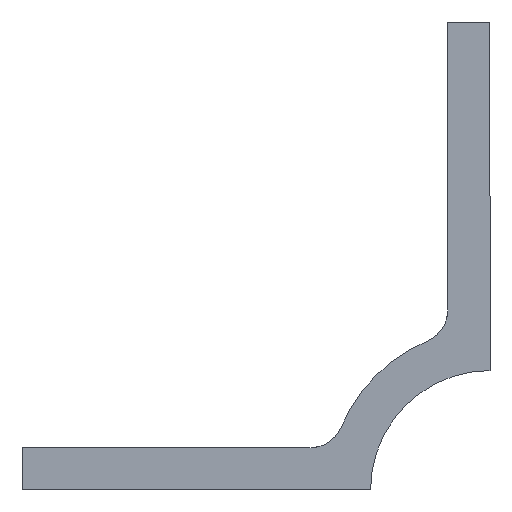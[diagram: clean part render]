
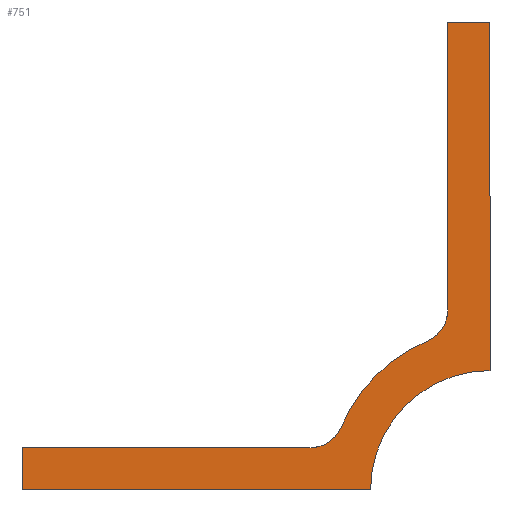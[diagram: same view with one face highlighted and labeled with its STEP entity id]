
A CAD part, front view. The second image highlights one B-rep face of the part: STEP entity #751.
In plain terms, the highlighted planar face has unit normal (0, -1, 0).
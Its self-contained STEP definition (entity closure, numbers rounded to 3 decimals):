
#278=CARTESIAN_POINT('Vertex',(-9.525,-222.25,78.74)) ;
#281=CARTESIAN_POINT('Line Origine',(-4.763,-222.25,78.74)) ;
#285=CARTESIAN_POINT('Vertex',(0.,-222.25,78.74)) ;
#339=CARTESIAN_POINT('Vertex',(-9.525,-222.25,13.679)) ;
#342=CARTESIAN_POINT('Line Origine',(-9.525,-222.25,46.209)) ;
#606=CARTESIAN_POINT('Vertex',(-14.185,-222.25,6.657)) ;
#609=CARTESIAN_POINT('Axis2P3D Location',(-17.145,-222.25,13.679)) ;
#671=CARTESIAN_POINT('Axis2P3D Location',(-4.763,-222.25,29.845)) ;
#676=CARTESIAN_POINT('Axis2P3D Location',(0.,-222.25,-26.988)) ;
#680=CARTESIAN_POINT('Vertex',(-25.818,-222.25,-1.169)) ;
#683=CARTESIAN_POINT('Axis2P3D Location',(0.,-222.25,-26.988)) ;
#687=CARTESIAN_POINT('Vertex',(-33.645,-222.25,-12.803)) ;
#690=CARTESIAN_POINT('Axis2P3D Location',(-40.666,-222.25,-9.843)) ;
#694=CARTESIAN_POINT('Vertex',(-40.666,-222.25,-17.463)) ;
#697=CARTESIAN_POINT('Line Origine',(-73.197,-222.25,-17.463)) ;
#701=CARTESIAN_POINT('Vertex',(-105.728,-222.25,-17.463)) ;
#704=CARTESIAN_POINT('Line Origine',(-105.728,-222.25,-22.225)) ;
#708=CARTESIAN_POINT('Vertex',(-105.728,-222.25,-26.988)) ;
#711=CARTESIAN_POINT('Line Origine',(-66.358,-222.25,-26.988)) ;
#715=CARTESIAN_POINT('Vertex',(-26.988,-222.25,-26.988)) ;
#718=CARTESIAN_POINT('Axis2P3D Location',(0.,-222.25,-26.988)) ;
#722=CARTESIAN_POINT('Vertex',(-19.083,-222.25,-7.904)) ;
#725=CARTESIAN_POINT('Axis2P3D Location',(0.,-222.25,-26.988)) ;
#729=CARTESIAN_POINT('Vertex',(0.,-222.25,0.)) ;
#732=CARTESIAN_POINT('Line Origine',(0.,-222.25,39.37)) ;
#283=VECTOR('Line Direction',#282,1.) ;
#344=VECTOR('Line Direction',#343,1.) ;
#699=VECTOR('Line Direction',#698,1.) ;
#706=VECTOR('Line Direction',#705,1.) ;
#713=VECTOR('Line Direction',#712,1.) ;
#734=VECTOR('Line Direction',#733,1.) ;
#282=DIRECTION('Vector Direction',(-1.,0.,0.)) ;
#343=DIRECTION('Vector Direction',(0.,0.,1.)) ;
#610=DIRECTION('Axis2P3D Direction',(0.,-1.,0.)) ;
#672=DIRECTION('Axis2P3D Direction',(0.,1.,0.)) ;
#673=DIRECTION('Axis2P3D XDirection',(0.,0.,1.)) ;
#677=DIRECTION('Axis2P3D Direction',(0.,1.,0.)) ;
#684=DIRECTION('Axis2P3D Direction',(0.,1.,0.)) ;
#691=DIRECTION('Axis2P3D Direction',(0.,1.,0.)) ;
#698=DIRECTION('Vector Direction',(-1.,0.,0.)) ;
#705=DIRECTION('Vector Direction',(0.,0.,1.)) ;
#712=DIRECTION('Vector Direction',(-1.,0.,0.)) ;
#719=DIRECTION('Axis2P3D Direction',(0.,1.,0.)) ;
#726=DIRECTION('Axis2P3D Direction',(0.,1.,0.)) ;
#733=DIRECTION('Vector Direction',(0.,0.,1.)) ;
#611=AXIS2_PLACEMENT_3D('Circle Axis2P3D',#609,#610,$) ;
#674=AXIS2_PLACEMENT_3D('Plane Axis2P3D',#671,#672,#673) ;
#678=AXIS2_PLACEMENT_3D('Circle Axis2P3D',#676,#677,$) ;
#685=AXIS2_PLACEMENT_3D('Circle Axis2P3D',#683,#684,$) ;
#692=AXIS2_PLACEMENT_3D('Circle Axis2P3D',#690,#691,$) ;
#720=AXIS2_PLACEMENT_3D('Circle Axis2P3D',#718,#719,$) ;
#727=AXIS2_PLACEMENT_3D('Circle Axis2P3D',#725,#726,$) ;
#284=LINE('Line',#281,#283) ;
#345=LINE('Line',#342,#344) ;
#700=LINE('Line',#697,#699) ;
#707=LINE('Line',#704,#706) ;
#714=LINE('Line',#711,#713) ;
#735=LINE('Line',#732,#734) ;
#612=CIRCLE('generated circle',#611,7.62) ;
#679=CIRCLE('generated circle',#678,36.513) ;
#686=CIRCLE('generated circle',#685,36.513) ;
#693=CIRCLE('generated circle',#692,7.62) ;
#721=CIRCLE('generated circle',#720,26.988) ;
#728=CIRCLE('generated circle',#727,26.988) ;
#675=PLANE('',#674) ;
#287=EDGE_CURVE('',#279,#286,#284,.F.) ;
#346=EDGE_CURVE('',#340,#279,#345,.T.) ;
#613=EDGE_CURVE('',#340,#607,#612,.F.) ;
#682=EDGE_CURVE('',#681,#607,#679,.T.) ;
#689=EDGE_CURVE('',#681,#688,#686,.F.) ;
#696=EDGE_CURVE('',#688,#695,#693,.T.) ;
#703=EDGE_CURVE('',#695,#702,#700,.T.) ;
#710=EDGE_CURVE('',#702,#709,#707,.F.) ;
#717=EDGE_CURVE('',#716,#709,#714,.T.) ;
#724=EDGE_CURVE('',#716,#723,#721,.T.) ;
#731=EDGE_CURVE('',#730,#723,#728,.F.) ;
#736=EDGE_CURVE('',#730,#286,#735,.T.) ;
#738=ORIENTED_EDGE('',*,*,#682,.F.) ;
#739=ORIENTED_EDGE('',*,*,#689,.T.) ;
#740=ORIENTED_EDGE('',*,*,#696,.T.) ;
#741=ORIENTED_EDGE('',*,*,#703,.T.) ;
#742=ORIENTED_EDGE('',*,*,#710,.T.) ;
#743=ORIENTED_EDGE('',*,*,#717,.F.) ;
#744=ORIENTED_EDGE('',*,*,#724,.T.) ;
#745=ORIENTED_EDGE('',*,*,#731,.F.) ;
#746=ORIENTED_EDGE('',*,*,#736,.T.) ;
#747=ORIENTED_EDGE('',*,*,#287,.F.) ;
#748=ORIENTED_EDGE('',*,*,#346,.F.) ;
#749=ORIENTED_EDGE('',*,*,#613,.T.) ;
#737=EDGE_LOOP('',(#738,#739,#740,#741,#742,#743,#744,#745,#746,#747,#748,#749)) ;
#279=VERTEX_POINT('',#278) ;
#286=VERTEX_POINT('',#285) ;
#340=VERTEX_POINT('',#339) ;
#607=VERTEX_POINT('',#606) ;
#681=VERTEX_POINT('',#680) ;
#688=VERTEX_POINT('',#687) ;
#695=VERTEX_POINT('',#694) ;
#702=VERTEX_POINT('',#701) ;
#709=VERTEX_POINT('',#708) ;
#716=VERTEX_POINT('',#715) ;
#723=VERTEX_POINT('',#722) ;
#730=VERTEX_POINT('',#729) ;
#751=ADVANCED_FACE('PartBody',(#750),#675,.F.) ;
#750=FACE_OUTER_BOUND('',#737,.T.) ;
